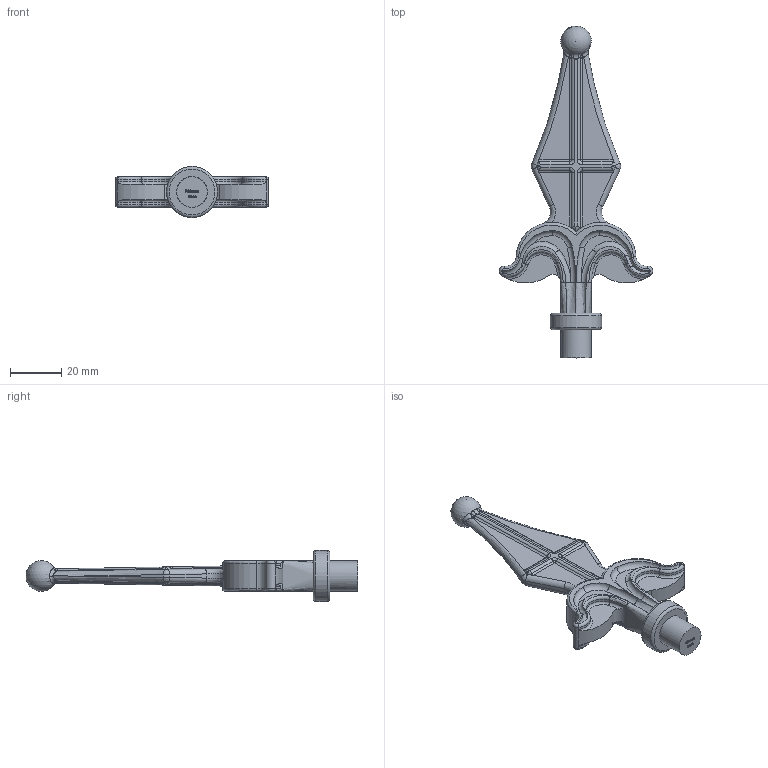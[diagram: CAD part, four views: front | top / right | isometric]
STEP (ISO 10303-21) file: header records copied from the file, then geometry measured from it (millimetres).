
FILE_DESCRIPTION (( 'STEP AP203' ), '1' );
FILE_NAME ('1386-8.STEP', '2024-07-22T13:36:45', ( '' ), ( '' ), 'SwSTEP 2.0', 'SolidWorks 2018', '' );
FILE_SCHEMA (( 'CONFIG_CONTROL_DESIGN' ));
Length unit declared in the file: millimetre
Products named in the file (1): 1386-8
Bounding box: 59.99 x 129.95 x 20 mm (x, y, z)
Volume: 22573.7 mm3; surface area: 9794.3 mm2
Topology: 1 solids, 1 shells, 446 faces, 1162 edges, 733 vertices
Faces by surface type: bspline 151, plane 126, torus 84, cylinder 76, sphere 9
Full cylindrical faces by diameter (mm): 12 x1, 20 x1
Entity records: 21478 total; most frequent: CARTESIAN_POINT 11680, ORIENTED_EDGE 2294, DIRECTION 1611, EDGE_CURVE 1147, VERTEX_POINT 731, AXIS2_PLACEMENT_3D 592, EDGE_LOOP 474, FACE_OUTER_BOUND 450
